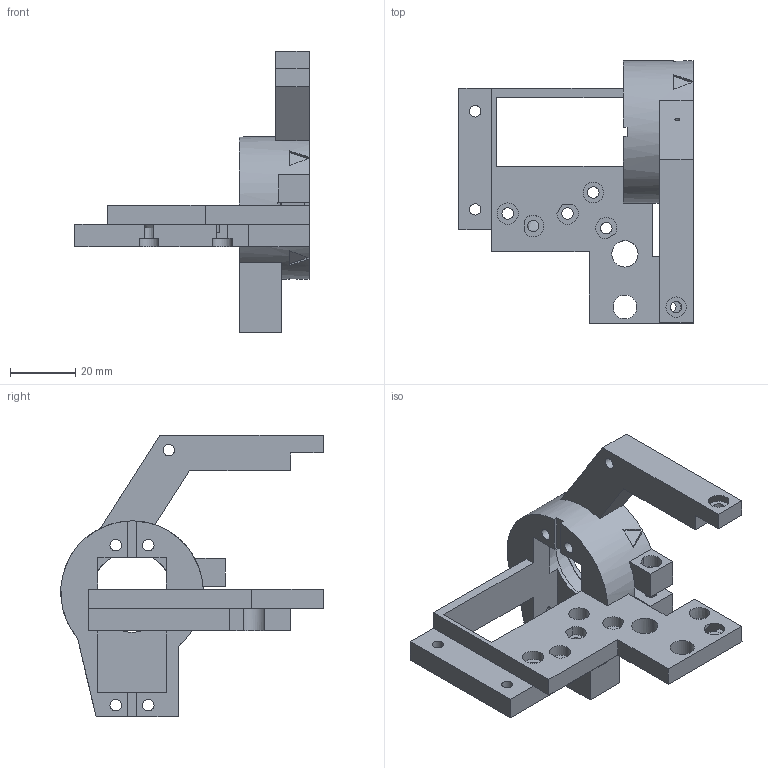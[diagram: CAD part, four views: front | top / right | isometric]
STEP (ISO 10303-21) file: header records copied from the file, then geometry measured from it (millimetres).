
FILE_DESCRIPTION(/* description */ (''),/* implementation_level */ '2;1');
FILE_NAME(/* name */ 'body_br.step',/* time_stamp */ '2024-04-21T16:57:51+02:00',/* author */ (''),/* organization */ (''),/* preprocessor_version */ 'ST-DEVELOPER v20',/* originating_system */ 'Autodesk Translation Framework v12.20.1.177',/* authorisation */ '');
FILE_SCHEMA (('AUTOMOTIVE_DESIGN { 1 0 10303 214 3 1 1 }'));
Length unit declared in the file: millimetre
Products named in the file (1): body_br
Bounding box: 71.86 x 80.47 x 86.3 mm (x, y, z)
Surface area: 24029.2 mm2 (no closed solid volume)
Topology: 0 solids, 1 shells, 187 faces, 533 edges, 359 vertices
Faces by surface type: plane 128, cylinder 42, cone 17
Full cylindrical faces by diameter (mm): 1.5 x2, 3.5 x14, 6.27 x6, 6.539 x1, 7.273 x1, 8.057 x1, 43.685 x1
Entity records: 6476 total; most frequent: CARTESIAN_POINT 1338, DIRECTION 1074, ORIENTED_EDGE 1064, EDGE_CURVE 533, AXIS2_PLACEMENT_3D 382, VERTEX_POINT 359, LINE 310, VECTOR 310
